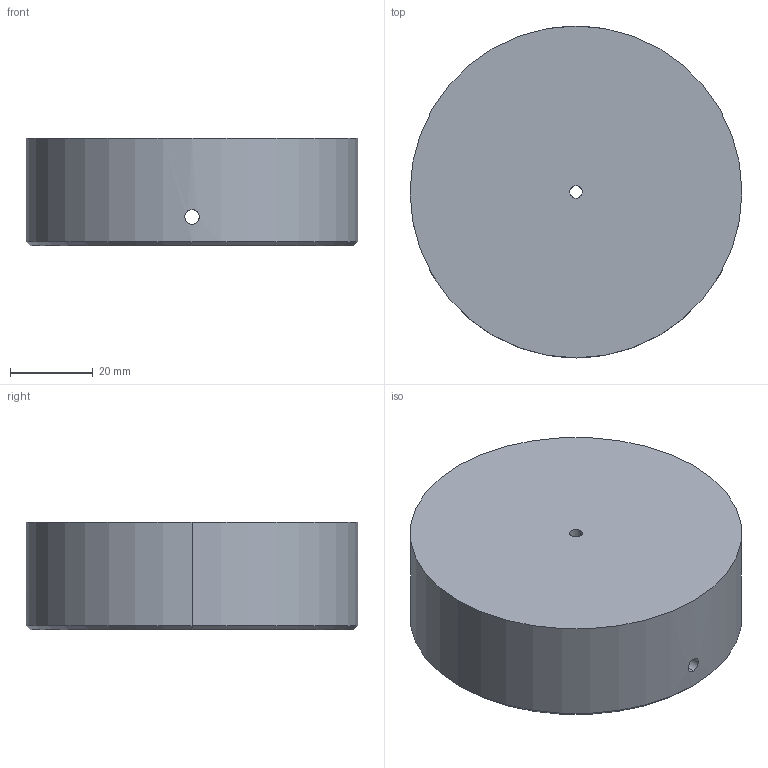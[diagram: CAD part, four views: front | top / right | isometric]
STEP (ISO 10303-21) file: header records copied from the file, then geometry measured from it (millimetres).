
FILE_DESCRIPTION (( 'STEP AP214' ), '1' );
FILE_NAME ('roda de reação_nylon.STEP', '2021-03-08T22:56:39', ( '' ), ( '' ), 'SwSTEP 2.0', 'SolidWorks 2019', '' );
FILE_SCHEMA (( 'AUTOMOTIVE_DESIGN' ));
Length unit declared in the file: millimetre
Products named in the file (1): roda de reação_nylon
Bounding box: 80 x 80 x 26 mm (x, y, z)
Volume: 124250.1 mm3; surface area: 17983 mm2
Topology: 1 solids, 1 shells, 18 faces, 40 edges, 26 vertices
Faces by surface type: cylinder 12, plane 4, cone 2
Entity records: 748 total; most frequent: CARTESIAN_POINT 297, DIRECTION 88, ORIENTED_EDGE 80, EDGE_CURVE 40, AXIS2_PLACEMENT_3D 37, VERTEX_POINT 26, EDGE_LOOP 26, FACE_OUTER_BOUND 18
